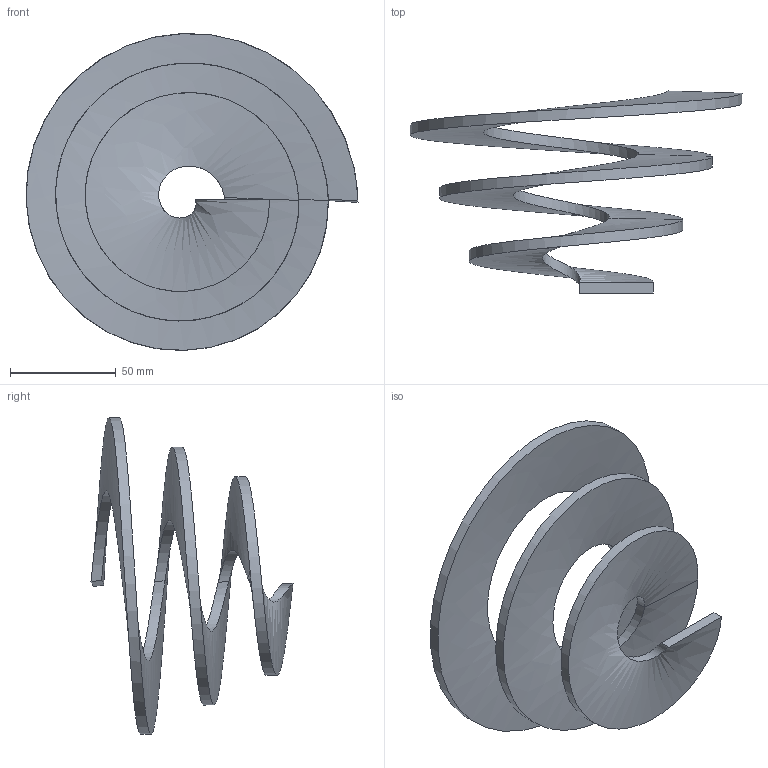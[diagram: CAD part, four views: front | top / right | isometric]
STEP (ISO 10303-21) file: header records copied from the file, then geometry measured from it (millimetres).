
FILE_DESCRIPTION(('FreeCAD Model'),'2;1');
FILE_NAME('Open CASCADE Shape Model','2021-10-30T13:43:06',('Author'),( ''),'Open CASCADE STEP processor 7.5','FreeCAD','Unknown');
FILE_SCHEMA(('AUTOMOTIVE_DESIGN { 1 0 10303 214 1 1 1 1 }'));
Length unit declared in the file: millimetre
Products named in the file (1): AdditiveHelix002
Bounding box: 156.94 x 95.51 x 149.91 mm (x, y, z)
Volume: 140773.3 mm3; surface area: 66048.3 mm2
Topology: 1 solids, 1 shells, 14 faces, 28 edges, 16 vertices
Faces by surface type: bspline 12, plane 2
Entity records: 1861 total; most frequent: CARTESIAN_POINT 1368, ORIENTED_EDGE 56, PCURVE 56, DEFINITIONAL_REPRESENTATION 56, DIRECTION 45, B_SPLINE_CURVE_WITH_KNOTS 45, LINE 39, VECTOR 39
